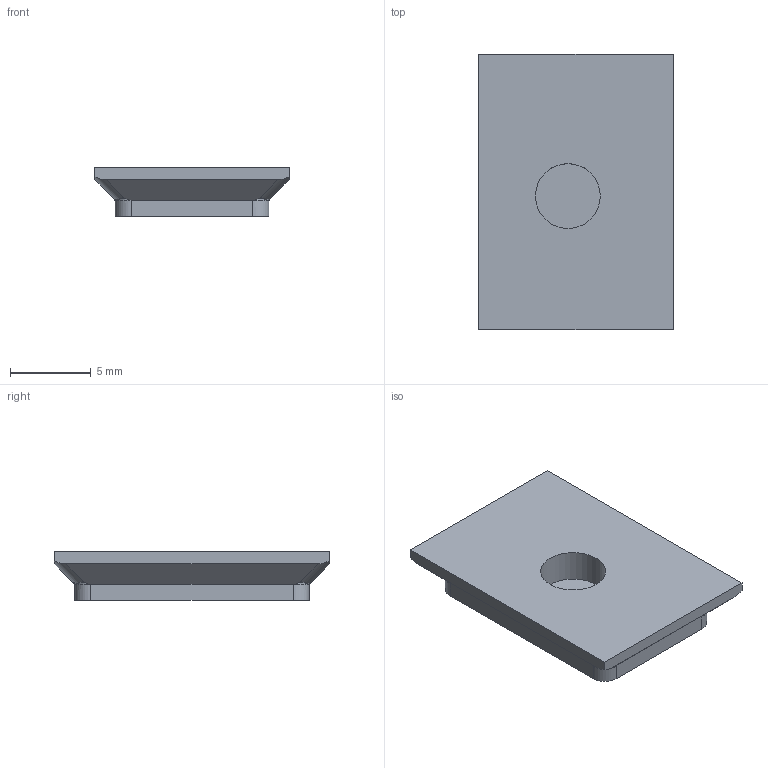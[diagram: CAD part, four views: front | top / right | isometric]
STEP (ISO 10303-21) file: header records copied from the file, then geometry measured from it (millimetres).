
FILE_DESCRIPTION(('FreeCAD Model'),'2;1');
FILE_NAME('Open CASCADE Shape Model','2025-10-21T10:47:32',('Author'),( ''),'Open CASCADE STEP processor 7.8','FreeCAD','Unknown');
FILE_SCHEMA(('AUTOMOTIVE_DESIGN { 1 0 10303 214 1 1 1 1 }'));
Length unit declared in the file: millimetre
Products named in the file (1): Taste
Bounding box: 12 x 17 x 3 mm (x, y, z)
Volume: 476.5 mm3; surface area: 549.4 mm2
Topology: 1 solids, 1 shells, 28 faces, 67 edges, 42 vertices
Faces by surface type: plane 15, cylinder 9, bspline 4
Full cylindrical faces by diameter (mm): 4 x1
Entity records: 1211 total; most frequent: CARTESIAN_POINT 578, ORIENTED_EDGE 134, DIRECTION 115, EDGE_CURVE 67, VERTEX_POINT 42, AXIS2_PLACEMENT_3D 39, LINE 37, VECTOR 37
